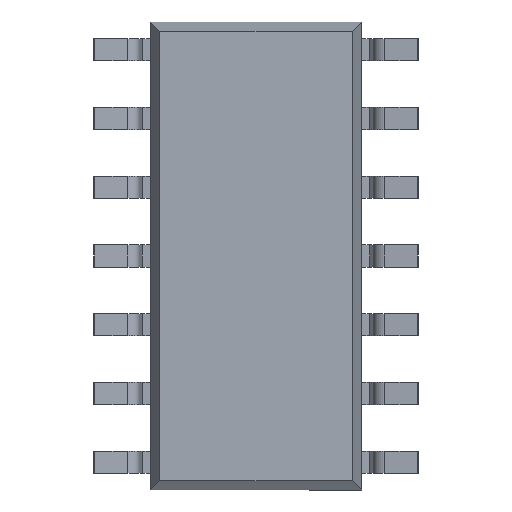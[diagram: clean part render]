
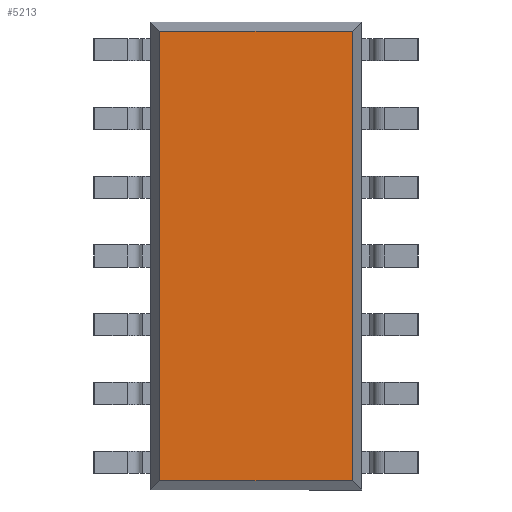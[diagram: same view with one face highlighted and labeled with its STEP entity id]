
A CAD part, front view. The second image highlights one B-rep face of the part: STEP entity #5213.
In plain terms, the highlighted planar face has unit normal (0, -1, 0).
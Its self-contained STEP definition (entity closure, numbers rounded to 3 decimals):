
#35 = EDGE_CURVE ( 'NONE', #2615, #4064, #6247, .T. ) ;
#135 = VECTOR ( 'NONE', #503, 1000. ) ;
#179 = CARTESIAN_POINT ( 'NONE',  ( 1.95, 0.25, 4.152 ) ) ;
#503 = DIRECTION ( 'NONE',  ( 0., 0., 1. ) ) ;
#742 = CARTESIAN_POINT ( 'NONE',  ( -1.777, 0.25, 4.152 ) ) ;
#750 = EDGE_LOOP ( 'NONE', ( #3180, #2685, #2073, #1927 ) ) ;
#811 = VECTOR ( 'NONE', #1440, 1000. ) ;
#819 = LINE ( 'NONE', #5335, #989 ) ;
#989 = VECTOR ( 'NONE', #1225, 1000. ) ;
#993 = CARTESIAN_POINT ( 'NONE',  ( 1.777, 0.25, -4.325 ) ) ;
#1225 = DIRECTION ( 'NONE',  ( 1., 0., 0. ) ) ;
#1395 = CARTESIAN_POINT ( 'NONE',  ( 1.777, 0.25, 4.152 ) ) ;
#1440 = DIRECTION ( 'NONE',  ( 0., 0., -1. ) ) ;
#1703 = FACE_OUTER_BOUND ( 'NONE', #750, .T. ) ;
#1927 = ORIENTED_EDGE ( 'NONE', *, *, #2643, .T. ) ;
#2073 = ORIENTED_EDGE ( 'NONE', *, *, #35, .T. ) ;
#2153 = EDGE_CURVE ( 'NONE', #4465, #2218, #819, .T. ) ;
#2218 = VERTEX_POINT ( 'NONE', #3891 ) ;
#2282 = VECTOR ( 'NONE', #4851, 1000. ) ;
#2582 = PLANE ( 'NONE',  #4889 ) ;
#2583 = LINE ( 'NONE', #993, #135 ) ;
#2615 = VERTEX_POINT ( 'NONE', #1395 ) ;
#2637 = CARTESIAN_POINT ( 'NONE',  ( -1.777, 0.25, -4.152 ) ) ;
#2643 = EDGE_CURVE ( 'NONE', #4064, #4465, #4919, .T. ) ;
#2685 = ORIENTED_EDGE ( 'NONE', *, *, #5691, .T. ) ;
#3180 = ORIENTED_EDGE ( 'NONE', *, *, #2153, .T. ) ;
#3225 = DIRECTION ( 'NONE',  ( 0., -1., 0. ) ) ;
#3240 = DIRECTION ( 'NONE',  ( 0., 0., -1. ) ) ;
#3604 = CARTESIAN_POINT ( 'NONE',  ( 0., 0.25, 0. ) ) ;
#3891 = CARTESIAN_POINT ( 'NONE',  ( 1.777, 0.25, -4.152 ) ) ;
#3922 = CARTESIAN_POINT ( 'NONE',  ( -1.777, 0.25, 4.325 ) ) ;
#4064 = VERTEX_POINT ( 'NONE', #742 ) ;
#4465 = VERTEX_POINT ( 'NONE', #2637 ) ;
#4851 = DIRECTION ( 'NONE',  ( -1., 0., 0. ) ) ;
#4889 = AXIS2_PLACEMENT_3D ( 'NONE', #3604, #3225, #3240 ) ;
#4919 = LINE ( 'NONE', #3922, #811 ) ;
#5213 = ADVANCED_FACE ( 'NONE', ( #1703 ), #2582, .T. ) ;
#5335 = CARTESIAN_POINT ( 'NONE',  ( -1.95, 0.25, -4.152 ) ) ;
#5691 = EDGE_CURVE ( 'NONE', #2218, #2615, #2583, .T. ) ;
#6247 = LINE ( 'NONE', #179, #2282 ) ;
